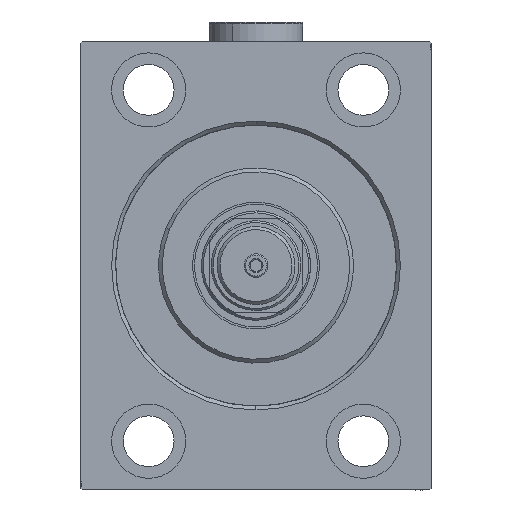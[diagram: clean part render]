
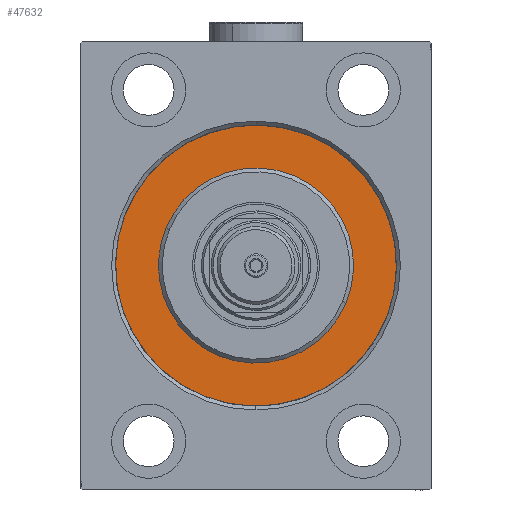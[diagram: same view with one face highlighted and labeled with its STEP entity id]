
A CAD part, left-side view. The second image highlights one B-rep face of the part: STEP entity #47632.
In plain terms, the highlighted face is planar.
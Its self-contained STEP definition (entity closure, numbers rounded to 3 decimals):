
#397 = DIRECTION ( 'NONE',  ( 0., 0., 1. ) ) ;
#1287 = DIRECTION ( 'NONE',  ( 0., 0., -1. ) ) ;
#1528 = DIRECTION ( 'NONE',  ( 1., 0., 0. ) ) ;
#1716 = EDGE_CURVE ( 'NONE', #47112, #33855, #11769, .T. ) ;
#2446 = AXIS2_PLACEMENT_3D ( 'NONE', #27287, #38702, #34093 ) ;
#2533 = AXIS2_PLACEMENT_3D ( 'NONE', #24485, #28377, #10384 ) ;
#7191 = CIRCLE ( 'NONE', #2533, 25. ) ;
#8602 = CARTESIAN_POINT ( 'NONE',  ( 0., 0., 0. ) ) ;
#10384 = DIRECTION ( 'NONE',  ( 0., 0., -1. ) ) ;
#11305 = EDGE_CURVE ( 'NONE', #33855, #47112, #36107, .T. ) ;
#11769 = CIRCLE ( 'NONE', #2446, 36. ) ;
#13361 = VERTEX_POINT ( 'NONE', #33568 ) ;
#17833 = VERTEX_POINT ( 'NONE', #41828 ) ;
#18351 = ORIENTED_EDGE ( 'NONE', *, *, #34689, .F. ) ;
#18573 = AXIS2_PLACEMENT_3D ( 'NONE', #8602, #1528, #1287 ) ;
#19001 = ORIENTED_EDGE ( 'NONE', *, *, #1716, .F. ) ;
#19114 = FACE_BOUND ( 'NONE', #35987, .T. ) ;
#19347 = EDGE_LOOP ( 'NONE', ( #19001, #38613 ) ) ;
#24485 = CARTESIAN_POINT ( 'NONE',  ( 0., 0., 0. ) ) ;
#24487 = DIRECTION ( 'NONE',  ( 0., 0., 1. ) ) ;
#26272 = EDGE_CURVE ( 'NONE', #13361, #17833, #27113, .T. ) ;
#26567 = CARTESIAN_POINT ( 'NONE',  ( 0., 0., -36. ) ) ;
#26659 = PLANE ( 'NONE',  #27884 ) ;
#27113 = CIRCLE ( 'NONE', #18573, 25. ) ;
#27287 = CARTESIAN_POINT ( 'NONE',  ( 0., 0., 0. ) ) ;
#27884 = AXIS2_PLACEMENT_3D ( 'NONE', #41244, #37842, #397 ) ;
#28129 = DIRECTION ( 'NONE',  ( -1., 0., 0. ) ) ;
#28377 = DIRECTION ( 'NONE',  ( 1., 0., 0. ) ) ;
#33568 = CARTESIAN_POINT ( 'NONE',  ( 0., 0., -25. ) ) ;
#33855 = VERTEX_POINT ( 'NONE', #37280 ) ;
#34093 = DIRECTION ( 'NONE',  ( 0., 0., 1. ) ) ;
#34689 = EDGE_CURVE ( 'NONE', #17833, #13361, #7191, .T. ) ;
#35987 = EDGE_LOOP ( 'NONE', ( #18351, #38591 ) ) ;
#36107 = CIRCLE ( 'NONE', #37679, 36. ) ;
#37280 = CARTESIAN_POINT ( 'NONE',  ( 0., 0., 36. ) ) ;
#37606 = FACE_OUTER_BOUND ( 'NONE', #19347, .T. ) ;
#37679 = AXIS2_PLACEMENT_3D ( 'NONE', #47348, #28129, #24487 ) ;
#37842 = DIRECTION ( 'NONE',  ( -1., 0., 0. ) ) ;
#38591 = ORIENTED_EDGE ( 'NONE', *, *, #26272, .F. ) ;
#38613 = ORIENTED_EDGE ( 'NONE', *, *, #11305, .F. ) ;
#38702 = DIRECTION ( 'NONE',  ( -1., 0., 0. ) ) ;
#41244 = CARTESIAN_POINT ( 'NONE',  ( 0., 0., 0. ) ) ;
#41828 = CARTESIAN_POINT ( 'NONE',  ( 0., 0., 25. ) ) ;
#47112 = VERTEX_POINT ( 'NONE', #26567 ) ;
#47348 = CARTESIAN_POINT ( 'NONE',  ( 0., 0., 0. ) ) ;
#47632 = ADVANCED_FACE ( 'NONE', ( #19114, #37606 ), #26659, .F. ) ;
